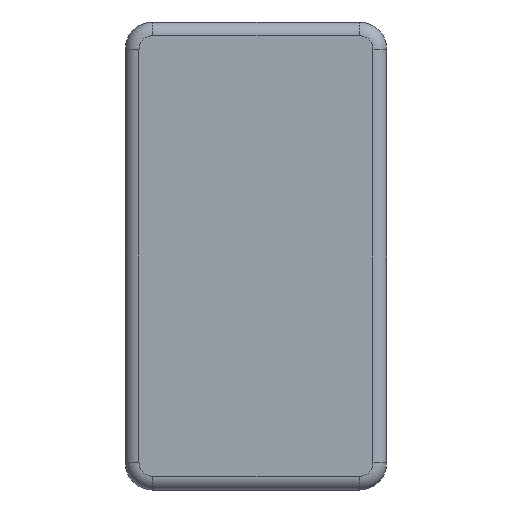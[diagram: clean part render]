
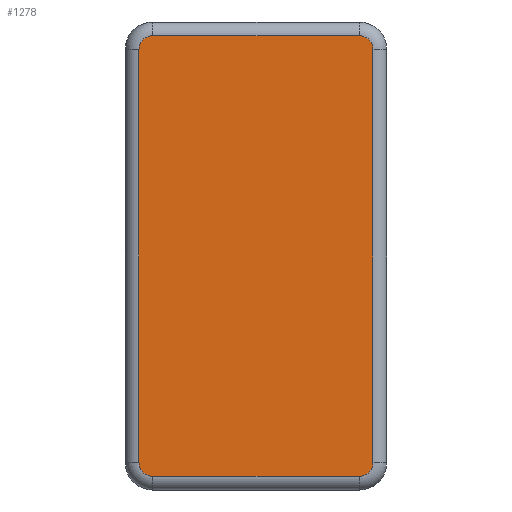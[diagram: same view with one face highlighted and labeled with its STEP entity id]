
A CAD part, left-side view. The second image highlights one B-rep face of the part: STEP entity #1278.
In plain terms, the highlighted planar face has unit normal (-1, 0, 0).
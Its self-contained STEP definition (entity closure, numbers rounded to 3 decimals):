
#32 = VERTEX_POINT ( 'NONE', #639 ) ;
#37 = VERTEX_POINT ( 'NONE', #634 ) ;
#135 = VECTOR ( 'NONE', #547, 1000. ) ;
#136 = CIRCLE ( 'NONE', #275, 0.05 ) ;
#137 = LINE ( 'NONE', #548, #135 ) ;
#138 = VECTOR ( 'NONE', #552, 1000. ) ;
#139 = CIRCLE ( 'NONE', #274, 0.05 ) ;
#140 = LINE ( 'NONE', #553, #138 ) ;
#141 = VECTOR ( 'NONE', #557, 1000. ) ;
#142 = CIRCLE ( 'NONE', #273, 0.05 ) ;
#143 = LINE ( 'NONE', #556, #141 ) ;
#144 = LINE ( 'NONE', #555, #146 ) ;
#146 = VECTOR ( 'NONE', #554, 1000. ) ;
#147 = CIRCLE ( 'NONE', #271, 0.05 ) ;
#191 = EDGE_CURVE ( 'NONE', #1349, #1345, #144, .T. ) ;
#192 = EDGE_CURVE ( 'NONE', #1345, #1347, #147, .T. ) ;
#193 = EDGE_CURVE ( 'NONE', #1347, #32, #143, .T. ) ;
#194 = EDGE_CURVE ( 'NONE', #32, #37, #142, .T. ) ;
#195 = EDGE_CURVE ( 'NONE', #37, #417, #140, .T. ) ;
#196 = EDGE_CURVE ( 'NONE', #417, #1348, #139, .T. ) ;
#197 = EDGE_CURVE ( 'NONE', #1348, #1346, #137, .T. ) ;
#198 = EDGE_CURVE ( 'NONE', #1346, #1349, #136, .T. ) ;
#271 = AXIS2_PLACEMENT_3D ( 'NONE', #551, #550, #549 ) ;
#273 = AXIS2_PLACEMENT_3D ( 'NONE', #546, #545, #544 ) ;
#274 = AXIS2_PLACEMENT_3D ( 'NONE', #542, #541, #540 ) ;
#275 = AXIS2_PLACEMENT_3D ( 'NONE', #539, #538, #537 ) ;
#324 = ORIENTED_EDGE ( 'NONE', *, *, #198, .T. ) ;
#334 = ORIENTED_EDGE ( 'NONE', *, *, #197, .T. ) ;
#407 = ORIENTED_EDGE ( 'NONE', *, *, #195, .T. ) ;
#413 = ORIENTED_EDGE ( 'NONE', *, *, #196, .T. ) ;
#417 = VERTEX_POINT ( 'NONE', #1025 ) ;
#488 = ORIENTED_EDGE ( 'NONE', *, *, #193, .T. ) ;
#496 = ORIENTED_EDGE ( 'NONE', *, *, #194, .T. ) ;
#506 = ORIENTED_EDGE ( 'NONE', *, *, #192, .T. ) ;
#537 = DIRECTION ( 'NONE',  ( 0., 0., 1. ) ) ;
#538 = DIRECTION ( 'NONE',  ( -1., 0., 0. ) ) ;
#539 = CARTESIAN_POINT ( 'NONE',  ( -1.6, -0.375, 0.75 ) ) ;
#540 = DIRECTION ( 'NONE',  ( 0., 0., 1. ) ) ;
#541 = DIRECTION ( 'NONE',  ( -1., 0., 0. ) ) ;
#542 = CARTESIAN_POINT ( 'NONE',  ( -1.6, -0.375, -0.75 ) ) ;
#544 = DIRECTION ( 'NONE',  ( 0., 0., 1. ) ) ;
#545 = DIRECTION ( 'NONE',  ( -1., 0., 0. ) ) ;
#546 = CARTESIAN_POINT ( 'NONE',  ( -1.6, 0.375, -0.75 ) ) ;
#547 = DIRECTION ( 'NONE',  ( 0., 0., 1. ) ) ;
#548 = CARTESIAN_POINT ( 'NONE',  ( -1.6, -0.425, -0.75 ) ) ;
#549 = DIRECTION ( 'NONE',  ( 0., 0., 1. ) ) ;
#550 = DIRECTION ( 'NONE',  ( -1., 0., 0. ) ) ;
#551 = CARTESIAN_POINT ( 'NONE',  ( -1.6, 0.375, 0.75 ) ) ;
#552 = DIRECTION ( 'NONE',  ( 0., -1., 0. ) ) ;
#553 = CARTESIAN_POINT ( 'NONE',  ( -1.6, -0.375, -0.8 ) ) ;
#554 = DIRECTION ( 'NONE',  ( 0., 1., 0. ) ) ;
#555 = CARTESIAN_POINT ( 'NONE',  ( -1.6, -0.375, 0.8 ) ) ;
#556 = CARTESIAN_POINT ( 'NONE',  ( -1.6, 0.425, -0.75 ) ) ;
#557 = DIRECTION ( 'NONE',  ( 0., 0., -1. ) ) ;
#634 = CARTESIAN_POINT ( 'NONE',  ( -1.6, 0.375, -0.8 ) ) ;
#639 = CARTESIAN_POINT ( 'NONE',  ( -1.6, 0.425, -0.75 ) ) ;
#740 = FACE_OUTER_BOUND ( 'NONE', #1214, .T. ) ;
#796 = AXIS2_PLACEMENT_3D ( 'NONE', #869, #856, #855 ) ;
#840 = CARTESIAN_POINT ( 'NONE',  ( -1.6, -0.375, 0.8 ) ) ;
#855 = DIRECTION ( 'NONE',  ( 0., 0., -1. ) ) ;
#856 = DIRECTION ( 'NONE',  ( -1., 0., 0. ) ) ;
#858 = PLANE ( 'NONE',  #796 ) ;
#869 = CARTESIAN_POINT ( 'NONE',  ( -1.6, -0.375, -0.75 ) ) ;
#910 = CARTESIAN_POINT ( 'NONE',  ( -1.6, -0.425, 0.75 ) ) ;
#911 = CARTESIAN_POINT ( 'NONE',  ( -1.6, 0.375, 0.8 ) ) ;
#1007 = CARTESIAN_POINT ( 'NONE',  ( -1.6, -0.425, -0.75 ) ) ;
#1025 = CARTESIAN_POINT ( 'NONE',  ( -1.6, -0.375, -0.8 ) ) ;
#1193 = CARTESIAN_POINT ( 'NONE',  ( -1.6, 0.425, 0.75 ) ) ;
#1209 = ORIENTED_EDGE ( 'NONE', *, *, #191, .T. ) ;
#1214 = EDGE_LOOP ( 'NONE', ( #1209, #506, #488, #496, #407, #413, #334, #324 ) ) ;
#1278 = ADVANCED_FACE ( 'NONE', ( #740 ), #858, .T. ) ;
#1345 = VERTEX_POINT ( 'NONE', #911 ) ;
#1346 = VERTEX_POINT ( 'NONE', #910 ) ;
#1347 = VERTEX_POINT ( 'NONE', #1193 ) ;
#1348 = VERTEX_POINT ( 'NONE', #1007 ) ;
#1349 = VERTEX_POINT ( 'NONE', #840 ) ;
